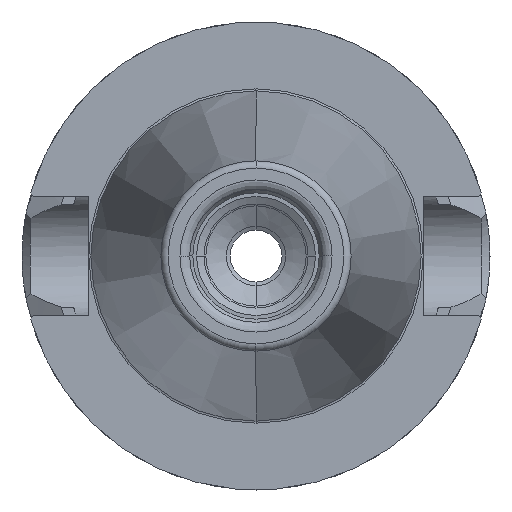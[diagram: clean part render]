
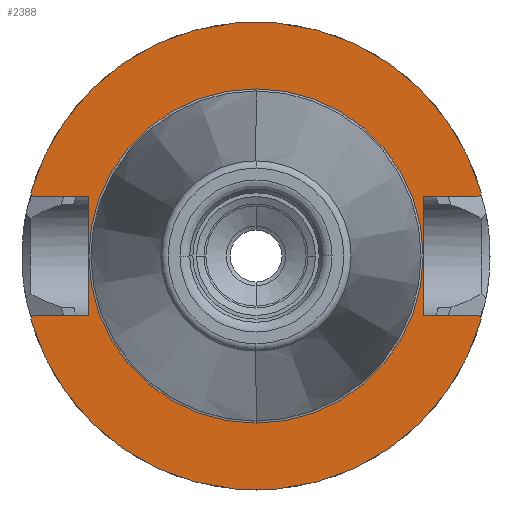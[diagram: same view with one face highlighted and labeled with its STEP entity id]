
A CAD part, left-side view. The second image highlights one B-rep face of the part: STEP entity #2388.
In plain terms, the highlighted planar face has unit normal (-1, 0, 0).
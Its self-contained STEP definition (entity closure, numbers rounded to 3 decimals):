
#713=CARTESIAN_POINT('',(2.,0.,0.));
#714=DIRECTION('',(-1.,0.,0.));
#715=DIRECTION('',(0.,0.963,-0.269));
#716=AXIS2_PLACEMENT_3D('',#713,#714,#715);
#722=CARTESIAN_POINT('',(2.,0.,0.));
#723=DIRECTION('',(-1.,0.,0.));
#724=DIRECTION('',(0.,-0.963,0.269));
#725=AXIS2_PLACEMENT_3D('',#722,#723,#724);
#851=CARTESIAN_POINT('',(2.,0.,0.));
#852=DIRECTION('',(1.,0.,0.));
#853=DIRECTION('',(0.,0.,1.));
#854=AXIS2_PLACEMENT_3D('',#851,#852,#853);
#856=CARTESIAN_POINT('',(2.,0.,0.));
#857=DIRECTION('',(1.,0.,0.));
#858=DIRECTION('',(0.,0.,-1.));
#859=AXIS2_PLACEMENT_3D('',#856,#857,#858);
#861=DIRECTION('',(0.,0.,-1.));
#862=VECTOR('',#861,16.1);
#863=CARTESIAN_POINT('',(2.,-22.6,8.05));
#864=LINE('',#863,#862);
#865=DIRECTION('',(0.,1.,0.));
#866=VECTOR('',#865,7.3);
#867=CARTESIAN_POINT('',(2.,-29.9,-8.05));
#868=LINE('',#867,#866);
#869=DIRECTION('',(0.,0.707,0.707));
#870=VECTOR('',#869,0.616);
#871=CARTESIAN_POINT('',(2.,-30.336,-8.486));
#872=LINE('',#871,#870);
#873=DIRECTION('',(0.,-0.707,0.707));
#874=VECTOR('',#873,0.616);
#875=CARTESIAN_POINT('',(2.,30.336,-8.486));
#876=LINE('',#875,#874);
#877=DIRECTION('',(0.,-1.,0.));
#878=VECTOR('',#877,7.3);
#879=CARTESIAN_POINT('',(2.,29.9,-8.05));
#880=LINE('',#879,#878);
#881=DIRECTION('',(0.,0.,-1.));
#882=VECTOR('',#881,16.1);
#883=CARTESIAN_POINT('',(2.,22.6,8.05));
#884=LINE('',#883,#882);
#885=DIRECTION('',(0.,-1.,0.));
#886=VECTOR('',#885,7.3);
#887=CARTESIAN_POINT('',(2.,29.9,8.05));
#888=LINE('',#887,#886);
#889=DIRECTION('',(0.,-0.707,-0.707));
#890=VECTOR('',#889,0.616);
#891=CARTESIAN_POINT('',(2.,30.336,8.486));
#892=LINE('',#891,#890);
#893=DIRECTION('',(0.,0.707,-0.707));
#894=VECTOR('',#893,0.616);
#895=CARTESIAN_POINT('',(2.,-30.336,8.486));
#896=LINE('',#895,#894);
#897=DIRECTION('',(0.,1.,0.));
#898=VECTOR('',#897,7.3);
#899=CARTESIAN_POINT('',(2.,-29.9,8.05));
#900=LINE('',#899,#898);
#1026=CARTESIAN_POINT('',(2.,22.6,8.05));
#1027=CARTESIAN_POINT('',(2.,22.6,-8.05));
#1028=VERTEX_POINT('',#1026);
#1029=VERTEX_POINT('',#1027);
#1102=CARTESIAN_POINT('',(2.,0.,22.5));
#1103=CARTESIAN_POINT('',(2.,0.,-22.5));
#1104=VERTEX_POINT('',#1102);
#1105=VERTEX_POINT('',#1103);
#1138=CARTESIAN_POINT('',(2.,29.9,8.05));
#1139=VERTEX_POINT('',#1138);
#1140=CARTESIAN_POINT('',(2.,29.9,-8.05));
#1141=VERTEX_POINT('',#1140);
#1146=CARTESIAN_POINT('',(2.,30.336,8.486));
#1147=VERTEX_POINT('',#1146);
#1148=CARTESIAN_POINT('',(2.,30.336,-8.486));
#1149=VERTEX_POINT('',#1148);
#1151=CARTESIAN_POINT('',(2.,-30.336,8.486));
#1153=VERTEX_POINT('',#1151);
#1155=CARTESIAN_POINT('',(2.,-30.336,-8.486));
#1157=VERTEX_POINT('',#1155);
#1158=CARTESIAN_POINT('',(2.,-22.6,8.05));
#1159=CARTESIAN_POINT('',(2.,-22.6,-8.05));
#1160=VERTEX_POINT('',#1158);
#1161=VERTEX_POINT('',#1159);
#1162=CARTESIAN_POINT('',(2.,-29.9,8.05));
#1163=VERTEX_POINT('',#1162);
#1164=CARTESIAN_POINT('',(2.,-29.9,-8.05));
#1165=VERTEX_POINT('',#1164);
#2357=CARTESIAN_POINT('',(2.,0.,0.));
#2358=DIRECTION('',(-1.,0.,0.));
#2359=DIRECTION('',(0.,0.,-1.));
#2360=AXIS2_PLACEMENT_3D('',#2357,#2358,#2359);
#2361=PLANE('',#2360);
#2362=ORIENTED_EDGE('',*,*,#2351,.T.);
#2363=ORIENTED_EDGE('',*,*,#2123,.F.);
#2364=ORIENTED_EDGE('',*,*,#2284,.F.);
#2365=ORIENTED_EDGE('',*,*,#2239,.F.);
#2367=ORIENTED_EDGE('',*,*,#2366,.T.);
#2369=ORIENTED_EDGE('',*,*,#2368,.T.);
#2371=ORIENTED_EDGE('',*,*,#2370,.F.);
#2373=ORIENTED_EDGE('',*,*,#2372,.F.);
#2375=ORIENTED_EDGE('',*,*,#2374,.F.);
#2376=ORIENTED_EDGE('',*,*,#2251,.F.);
#2378=ORIENTED_EDGE('',*,*,#2377,.T.);
#2379=ORIENTED_EDGE('',*,*,#2333,.T.);
#2380=EDGE_LOOP('',(#2362,#2363,#2364,#2365,#2367,#2369,#2371,#2373,#2375,#2376,
#2378,#2379));
#2381=FACE_OUTER_BOUND('',#2380,.F.);
#2383=ORIENTED_EDGE('',*,*,#2382,.F.);
#2385=ORIENTED_EDGE('',*,*,#2384,.F.);
#2386=EDGE_LOOP('',(#2383,#2385));
#2387=FACE_BOUND('',#2386,.F.);
#2388=ADVANCED_FACE('',(#2381,#2387),#2361,.T.);
#717=CIRCLE('',#716,31.5);
#726=CIRCLE('',#725,31.5);
#855=CIRCLE('',#854,22.5);
#860=CIRCLE('',#859,22.5);
#2123=EDGE_CURVE('',#1165,#1161,#868,.T.);
#2239=EDGE_CURVE('',#1149,#1157,#717,.T.);
#2251=EDGE_CURVE('',#1153,#1147,#726,.T.);
#2284=EDGE_CURVE('',#1157,#1165,#872,.T.);
#2333=EDGE_CURVE('',#1163,#1160,#900,.T.);
#2351=EDGE_CURVE('',#1160,#1161,#864,.T.);
#2366=EDGE_CURVE('',#1149,#1141,#876,.T.);
#2368=EDGE_CURVE('',#1141,#1029,#880,.T.);
#2370=EDGE_CURVE('',#1028,#1029,#884,.T.);
#2372=EDGE_CURVE('',#1139,#1028,#888,.T.);
#2374=EDGE_CURVE('',#1147,#1139,#892,.T.);
#2377=EDGE_CURVE('',#1153,#1163,#896,.T.);
#2382=EDGE_CURVE('',#1104,#1105,#855,.T.);
#2384=EDGE_CURVE('',#1105,#1104,#860,.T.);
